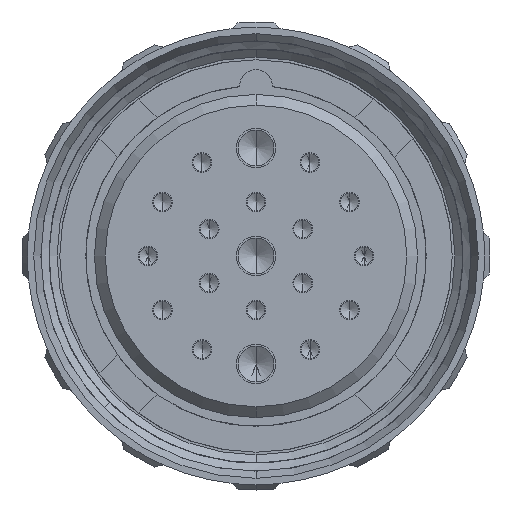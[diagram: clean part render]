
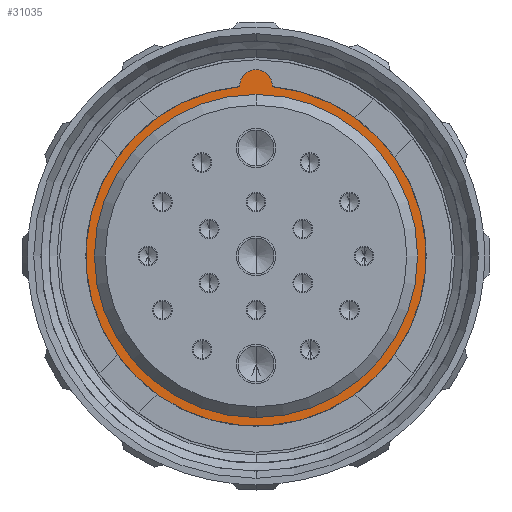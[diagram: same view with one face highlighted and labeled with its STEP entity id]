
A CAD part, left-side view. The second image highlights one B-rep face of the part: STEP entity #31035.
In plain terms, the highlighted planar face has unit normal (-1, 0, 0).
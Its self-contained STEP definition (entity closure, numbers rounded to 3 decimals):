
#285 = DIRECTION ( 'NONE',  ( 0., 0., 1. ) ) ;
#310 = CARTESIAN_POINT ( 'NONE',  ( -12.3, 0., -8.975 ) ) ;
#358 = DIRECTION ( 'NONE',  ( 0., 0., 1. ) ) ;
#1266 = FACE_BOUND ( 'NONE', #13159, .T. ) ;
#2785 = EDGE_CURVE ( 'NONE', #9563, #21310, #13843, .T. ) ;
#3535 = VERTEX_POINT ( 'NONE', #11403 ) ;
#3635 = AXIS2_PLACEMENT_3D ( 'NONE', #32263, #16147, #285 ) ;
#5341 = VERTEX_POINT ( 'NONE', #310 ) ;
#5880 = AXIS2_PLACEMENT_3D ( 'NONE', #7650, #26422, #10278 ) ;
#7650 = CARTESIAN_POINT ( 'NONE',  ( -12.3, 0., 0. ) ) ;
#7879 = CIRCLE ( 'NONE', #3635, 8.975 ) ;
#9243 = DIRECTION ( 'NONE',  ( 0., 0., -1. ) ) ;
#9252 = DIRECTION ( 'NONE',  ( 1., 0., 0. ) ) ;
#9283 = CARTESIAN_POINT ( 'NONE',  ( -12.3, 0., 9.45 ) ) ;
#9563 = VERTEX_POINT ( 'NONE', #27916 ) ;
#10262 = ORIENTED_EDGE ( 'NONE', *, *, #10644, .F. ) ;
#10278 = DIRECTION ( 'NONE',  ( 0., 0., 1. ) ) ;
#10356 = DIRECTION ( 'NONE',  ( 1., 0., 0. ) ) ;
#10644 = EDGE_CURVE ( 'NONE', #21310, #9563, #31489, .T. ) ;
#11403 = CARTESIAN_POINT ( 'NONE',  ( -12.3, 0., 8.975 ) ) ;
#13159 = EDGE_LOOP ( 'NONE', ( #34320, #33166 ) ) ;
#13843 = CIRCLE ( 'NONE', #33037, 0.9 ) ;
#15643 = CIRCLE ( 'NONE', #5880, 8.975 ) ;
#16147 = DIRECTION ( 'NONE',  ( -1., 0., 0. ) ) ;
#16226 = DIRECTION ( 'NONE',  ( 1., 0., 0. ) ) ;
#17329 = AXIS2_PLACEMENT_3D ( 'NONE', #32347, #16226, #358 ) ;
#17685 = AXIS2_PLACEMENT_3D ( 'NONE', #21066, #10356, #29216 ) ;
#20051 = EDGE_CURVE ( 'NONE', #3535, #5341, #7879, .T. ) ;
#21066 = CARTESIAN_POINT ( 'NONE',  ( -12.3, 9.45, 0. ) ) ;
#21264 = EDGE_CURVE ( 'NONE', #5341, #3535, #15643, .T. ) ;
#21310 = VERTEX_POINT ( 'NONE', #29249 ) ;
#21642 = FACE_OUTER_BOUND ( 'NONE', #28411, .T. ) ;
#26422 = DIRECTION ( 'NONE',  ( -1., 0., 0. ) ) ;
#26508 = PLANE ( 'NONE',  #17685 ) ;
#27845 = ORIENTED_EDGE ( 'NONE', *, *, #2785, .F. ) ;
#27916 = CARTESIAN_POINT ( 'NONE',  ( -12.3, 0.899, 9.407 ) ) ;
#28411 = EDGE_LOOP ( 'NONE', ( #27845, #10262 ) ) ;
#29216 = DIRECTION ( 'NONE',  ( 0., 0., -1. ) ) ;
#29249 = CARTESIAN_POINT ( 'NONE',  ( -12.3, -0.899, 9.407 ) ) ;
#31035 = ADVANCED_FACE ( 'NONE', ( #21642, #1266 ), #26508, .F. ) ;
#31489 = CIRCLE ( 'NONE', #17329, 9.45 ) ;
#32263 = CARTESIAN_POINT ( 'NONE',  ( -12.3, 0., 0. ) ) ;
#32347 = CARTESIAN_POINT ( 'NONE',  ( -12.3, 0., 0. ) ) ;
#33037 = AXIS2_PLACEMENT_3D ( 'NONE', #9283, #9252, #9243 ) ;
#33166 = ORIENTED_EDGE ( 'NONE', *, *, #21264, .F. ) ;
#34320 = ORIENTED_EDGE ( 'NONE', *, *, #20051, .F. ) ;
